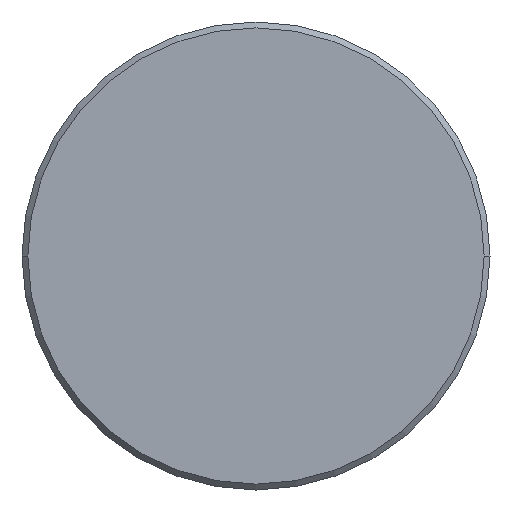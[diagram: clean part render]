
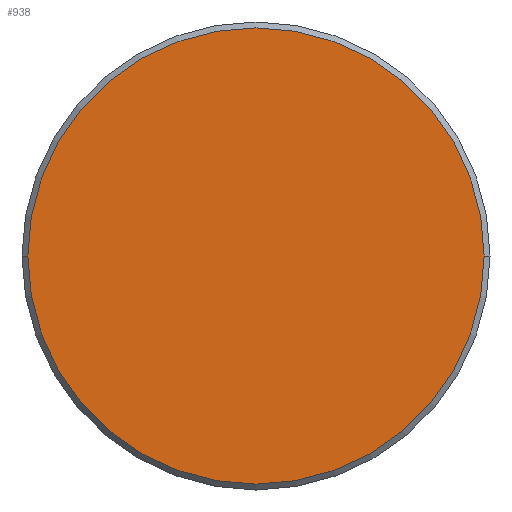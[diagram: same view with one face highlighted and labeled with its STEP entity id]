
A CAD part, left-side view. The second image highlights one B-rep face of the part: STEP entity #938.
In plain terms, the highlighted planar face has unit normal (-1, 0, 0).
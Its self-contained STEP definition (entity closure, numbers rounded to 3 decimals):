
#2=CARTESIAN_POINT('',(0.,0.,0.));
#3=DIRECTION('',(-1.,0.,0.));
#4=DIRECTION('',(0.,1.,0.));
#5=AXIS2_PLACEMENT_3D('',#2,#3,#4);
#7=CARTESIAN_POINT('',(0.,0.,0.));
#8=DIRECTION('',(-1.,0.,0.));
#9=DIRECTION('',(0.,-1.,0.));
#10=AXIS2_PLACEMENT_3D('',#7,#8,#9);
#911=CARTESIAN_POINT('',(0.,7.8,0.));
#912=CARTESIAN_POINT('',(0.,-7.8,0.));
#913=VERTEX_POINT('',#911);
#914=VERTEX_POINT('',#912);
#927=CARTESIAN_POINT('',(0.,0.,0.));
#928=DIRECTION('',(-1.,0.,0.));
#929=DIRECTION('',(0.,1.,0.));
#930=AXIS2_PLACEMENT_3D('',#927,#928,#929);
#931=PLANE('',#930);
#933=ORIENTED_EDGE('',*,*,#932,.F.);
#935=ORIENTED_EDGE('',*,*,#934,.F.);
#936=EDGE_LOOP('',(#933,#935));
#937=FACE_OUTER_BOUND('',#936,.F.);
#938=ADVANCED_FACE('',(#937),#931,.T.);
#6=CIRCLE('',#5,7.8);
#11=CIRCLE('',#10,7.8);
#932=EDGE_CURVE('',#913,#914,#6,.T.);
#934=EDGE_CURVE('',#914,#913,#11,.T.);
